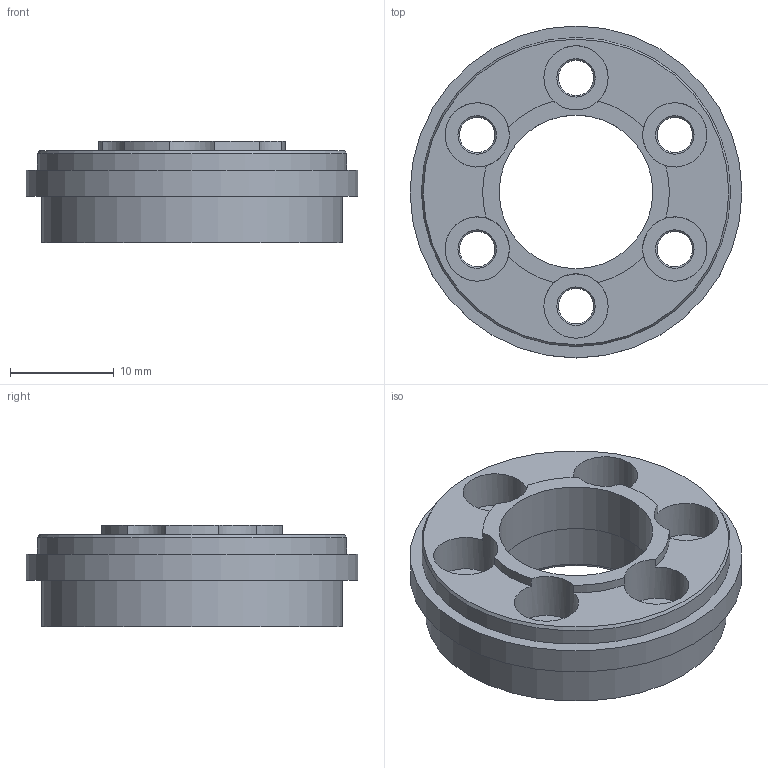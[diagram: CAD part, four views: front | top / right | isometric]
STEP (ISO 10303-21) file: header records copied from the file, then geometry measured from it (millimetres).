
FILE_DESCRIPTION(/* description */ (''),/* implementation_level */ '2;1');
FILE_NAME(/* name */ '32-GPT_flange_e.stp',/* time_stamp */ '2019-07-23T10:00:41+02:00',/* author */ ('DR. FRITZ FAULHABER GmbH & Co. KG'),/* organization */ ('DR. FRITZ FAULHABER GmbH & Co. KG'),/* preprocessor_version */ 'ST-DEVELOPER v16.7',/* originating_system */ 'SIEMENS PLM Software NX 12.0',/* authorisation */ '');
FILE_SCHEMA (('AUTOMOTIVE_DESIGN { 1 0 10303 214 3 1 1 1 }'));
Length unit declared in the file: millimetre
Products named in the file (1): F0012125600-C-416.4960.05
Bounding box: 32 x 32 x 9.8 mm (x, y, z)
Volume: 3733.8 mm3; surface area: 3263.8 mm2
Topology: 1 solids, 1 shells, 43 faces, 105 edges, 68 vertices
Faces by surface type: cylinder 23, plane 12, cone 8
Full cylindrical faces by diameter (mm): 3.4 x6, 6.2 x6, 14.8 x1, 16 x1, 29 x1, 29.8 x1, 32 x1
Entity records: 1146 total; most frequent: DIRECTION 220, CARTESIAN_POINT 176, ORIENTED_EDGE 144, AXIS2_PLACEMENT_3D 104, EDGE_LOOP 86, FACE_BOUND 80, EDGE_CURVE 72, VERTEX_POINT 60
